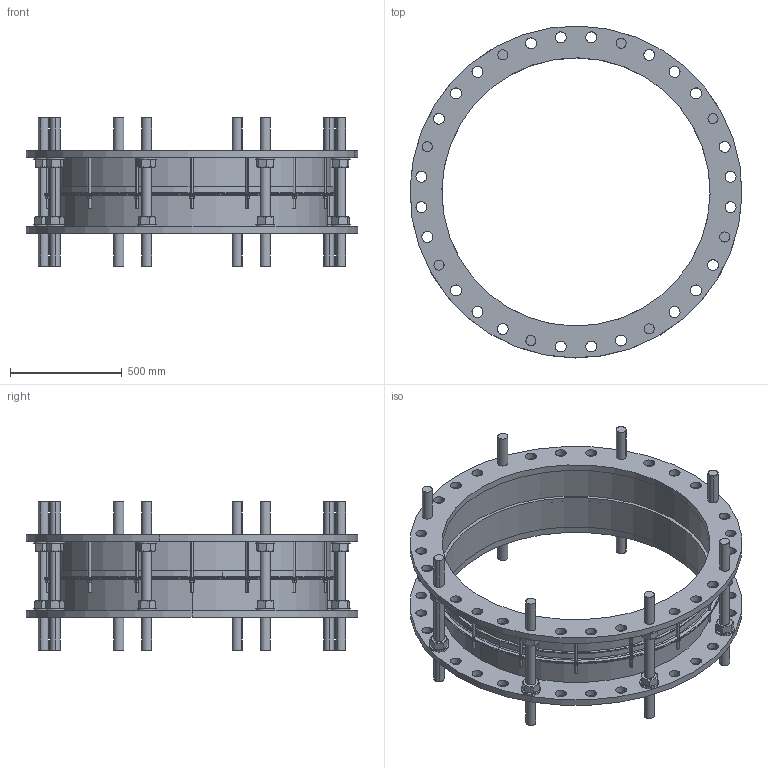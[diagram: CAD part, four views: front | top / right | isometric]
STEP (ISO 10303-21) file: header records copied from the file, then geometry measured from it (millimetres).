
FILE_DESCRIPTION (( 'STEP AP203' ), '1' );
FILE_NAME ('O_265_30_DN1200_step.STEP', '2015-06-05T06:15:01', ( '' ), ( '' ), 'SwSTEP 2.0', 'SolidWorks 2012', '' );
FILE_SCHEMA (( 'CONFIG_CONTROL_DESIGN' ));
Length unit declared in the file: millimetre
Products named in the file (1): O_265_30_DN1200_step
Bounding box: 1485 x 1485 x 665 mm (x, y, z)
Volume: 55002724.9 mm3; surface area: 6593575.4 mm2
Topology: 1 solids, 1 shells, 804 faces, 1992 edges, 1292 vertices
Faces by surface type: cylinder 322, plane 312, cone 164, torus 6
Entity records: 28175 total; most frequent: CARTESIAN_POINT 8945, ORIENTED_EDGE 3984, DIRECTION 3892, EDGE_CURVE 1992, AXIS2_PLACEMENT_3D 1607, VERTEX_POINT 1292, EDGE_LOOP 1052, ADVANCED_FACE 804
